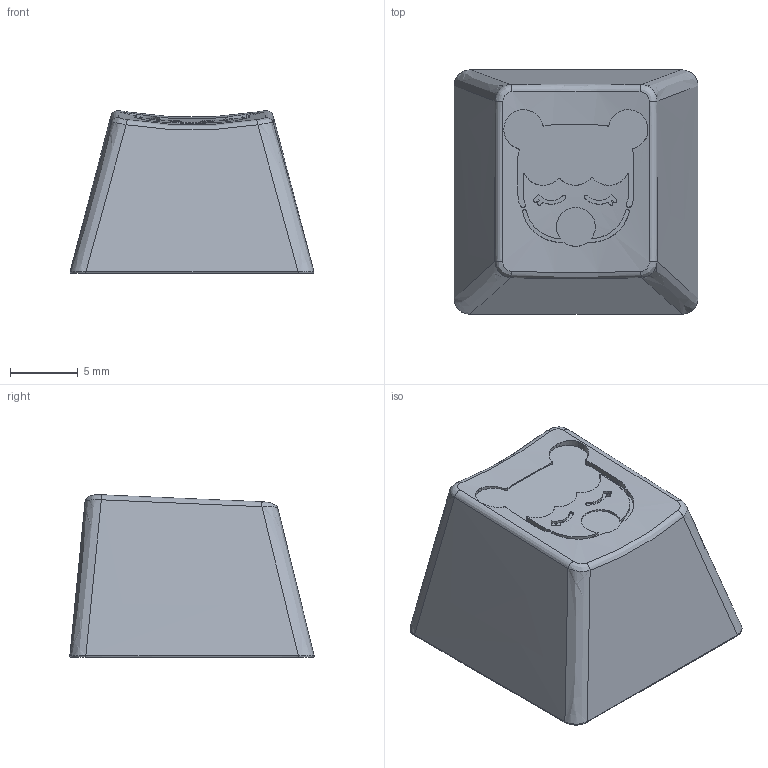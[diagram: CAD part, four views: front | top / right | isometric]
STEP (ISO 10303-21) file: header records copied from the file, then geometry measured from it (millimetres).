
FILE_DESCRIPTION(/* description */ (''),/* implementation_level */ '2;1');
FILE_NAME(/* name */ 'keycap sofia v1.step',/* time_stamp */ '2022-06-05T22:13:58+02:00',/* author */ (''),/* organization */ (''),/* preprocessor_version */ 'ST-DEVELOPER v19',/* originating_system */ 'Autodesk Translation Framework v11.7.0.108',/* authorisation */ '');
FILE_SCHEMA (('AUTOMOTIVE_DESIGN { 1 0 10303 214 3 1 1 }'));
Length unit declared in the file: millimetre
Products named in the file (1): keycap sofia
Bounding box: 17.94 x 17.96 x 11.95 mm (x, y, z)
Volume: 1889.4 mm3; surface area: 1614.9 mm2
Topology: 1 solids, 3 shells, 225 faces, 610 edges, 396 vertices
Faces by surface type: bspline 144, plane 60, cylinder 19, torus 2
Full cylindrical faces by diameter (mm): 5.5 x1
Entity records: 9926 total; most frequent: CARTESIAN_POINT 5487, ORIENTED_EDGE 1220, EDGE_CURVE 610, DIRECTION 498, VERTEX_POINT 396, LINE 238, VECTOR 238, EDGE_LOOP 230
